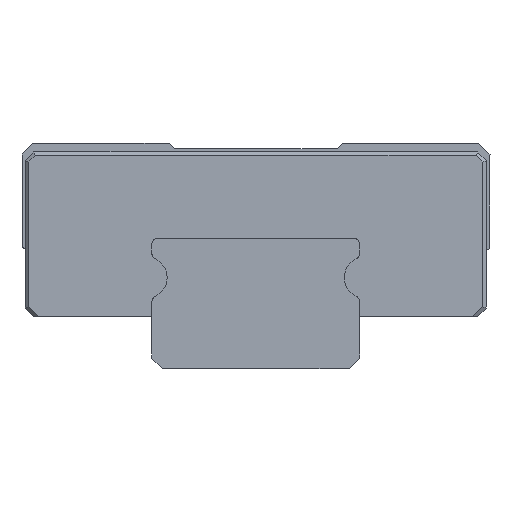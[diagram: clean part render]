
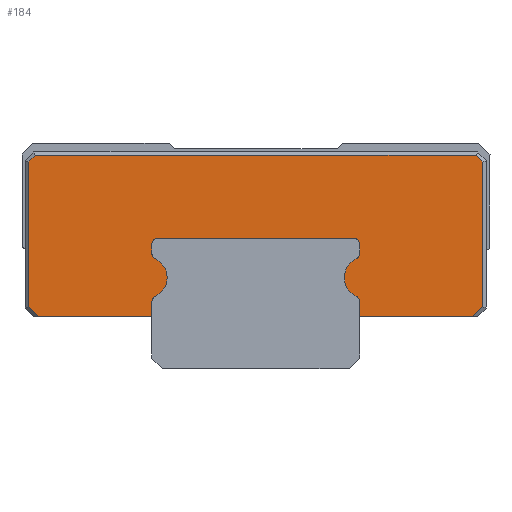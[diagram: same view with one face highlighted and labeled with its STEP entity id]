
A CAD part, front view. The second image highlights one B-rep face of the part: STEP entity #184.
In plain terms, the highlighted planar face has unit normal (0, -1, 0).
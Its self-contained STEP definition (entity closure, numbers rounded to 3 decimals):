
#184=ADVANCED_FACE('',(#373),#374,.F.);
#373=FACE_OUTER_BOUND('',#615,.T.);
#374=PLANE('',#616);
#615=EDGE_LOOP('',(#1209,#1210,#1211,#1212,#1213,#1214,#1215,#1216,#1217,#1218,#1219,#1220,#1221,#1222,#1223,#1224,#1225,#1226,#1227,#1228,#1229,#1230));
#616=AXIS2_PLACEMENT_3D('',#1231,#1232,#1233);
#1209=ORIENTED_EDGE('',*,*,#1924,.T.);
#1210=ORIENTED_EDGE('',*,*,#1925,.T.);
#1211=ORIENTED_EDGE('',*,*,#1915,.F.);
#1212=ORIENTED_EDGE('',*,*,#1926,.F.);
#1213=ORIENTED_EDGE('',*,*,#1927,.F.);
#1214=ORIENTED_EDGE('',*,*,#1928,.F.);
#1215=ORIENTED_EDGE('',*,*,#1929,.F.);
#1216=ORIENTED_EDGE('',*,*,#1930,.F.);
#1217=ORIENTED_EDGE('',*,*,#1931,.F.);
#1218=ORIENTED_EDGE('',*,*,#1932,.F.);
#1219=ORIENTED_EDGE('',*,*,#1933,.F.);
#1220=ORIENTED_EDGE('',*,*,#1934,.F.);
#1221=ORIENTED_EDGE('',*,*,#1935,.F.);
#1222=ORIENTED_EDGE('',*,*,#1936,.F.);
#1223=ORIENTED_EDGE('',*,*,#1937,.F.);
#1224=ORIENTED_EDGE('',*,*,#1938,.F.);
#1225=ORIENTED_EDGE('',*,*,#1911,.F.);
#1226=ORIENTED_EDGE('',*,*,#1905,.T.);
#1227=ORIENTED_EDGE('',*,*,#1902,.T.);
#1228=ORIENTED_EDGE('',*,*,#1896,.T.);
#1229=ORIENTED_EDGE('',*,*,#1899,.T.);
#1230=ORIENTED_EDGE('',*,*,#1939,.T.);
#1231=CARTESIAN_POINT('',(127.55,36.75,-2.15));
#1232=DIRECTION('',(0.0,1.0,0.0));
#1233=DIRECTION('',(1.0,0.0,0.0));
#1896=EDGE_CURVE('',#2517,#2522,#2524,.T.);
#1899=EDGE_CURVE('',#2522,#2527,#2529,.T.);
#1902=EDGE_CURVE('',#2530,#2517,#2534,.T.);
#1905=EDGE_CURVE('',#2536,#2530,#2539,.T.);
#1911=EDGE_CURVE('',#2536,#2550,#2551,.T.);
#1915=EDGE_CURVE('',#2557,#2558,#2559,.T.);
#1924=EDGE_CURVE('',#2574,#2575,#2576,.T.);
#1925=EDGE_CURVE('',#2575,#2558,#2577,.T.);
#1926=EDGE_CURVE('',#2578,#2557,#2579,.T.);
#1927=EDGE_CURVE('',#2580,#2578,#2581,.T.);
#1928=EDGE_CURVE('',#2582,#2580,#2583,.T.);
#1929=EDGE_CURVE('',#2584,#2582,#2585,.T.);
#1930=EDGE_CURVE('',#2586,#2584,#2587,.T.);
#1931=EDGE_CURVE('',#2588,#2586,#2589,.T.);
#1932=EDGE_CURVE('',#2590,#2588,#2591,.T.);
#1933=EDGE_CURVE('',#2592,#2590,#2593,.T.);
#1934=EDGE_CURVE('',#2594,#2592,#2595,.T.);
#1935=EDGE_CURVE('',#2596,#2594,#2597,.T.);
#1936=EDGE_CURVE('',#2598,#2596,#2599,.T.);
#1937=EDGE_CURVE('',#2600,#2598,#2601,.T.);
#1938=EDGE_CURVE('',#2550,#2600,#2602,.T.);
#1939=EDGE_CURVE('',#2527,#2574,#2603,.T.);
#2517=VERTEX_POINT('',#3343);
#2522=VERTEX_POINT('',#3350);
#2524=LINE('',#3353,#3354);
#2527=VERTEX_POINT('',#3358);
#2529=LINE('',#3361,#3362);
#2530=VERTEX_POINT('',#3363);
#2534=LINE('',#3369,#3370);
#2536=VERTEX_POINT('',#3372);
#2539=LINE('',#3377,#3378);
#2550=VERTEX_POINT('',#3394);
#2551=LINE('',#3395,#3396);
#2557=VERTEX_POINT('',#3405);
#2558=VERTEX_POINT('',#3406);
#2559=LINE('',#3407,#3408);
#2574=VERTEX_POINT('',#3431);
#2575=VERTEX_POINT('',#3432);
#2576=LINE('',#3433,#3434);
#2577=LINE('',#3435,#3436);
#2578=VERTEX_POINT('',#3437);
#2579=LINE('',#3438,#3439);
#2580=VERTEX_POINT('',#3440);
#2581=CIRCLE('',#3441,0.3);
#2582=VERTEX_POINT('',#3442);
#2583=CIRCLE('',#3443,1.191);
#2584=VERTEX_POINT('',#3444);
#2585=CIRCLE('',#3445,0.3);
#2586=VERTEX_POINT('',#3446);
#2587=LINE('',#3447,#3448);
#2588=VERTEX_POINT('',#3449);
#2589=CIRCLE('',#3450,0.3);
#2590=VERTEX_POINT('',#3451);
#2591=LINE('',#3452,#3453);
#2592=VERTEX_POINT('',#3454);
#2593=CIRCLE('',#3455,0.3);
#2594=VERTEX_POINT('',#3456);
#2595=LINE('',#3457,#3458);
#2596=VERTEX_POINT('',#3459);
#2597=CIRCLE('',#3460,0.3);
#2598=VERTEX_POINT('',#3461);
#2599=CIRCLE('',#3462,1.191);
#2600=VERTEX_POINT('',#3463);
#2601=CIRCLE('',#3464,0.3);
#2602=LINE('',#3465,#3466);
#2603=LINE('',#3467,#3468);
#3343=CARTESIAN_POINT('',(123.1,36.75,2.017));
#3350=CARTESIAN_POINT('',(122.717,36.75,2.4));
#3353=CARTESIAN_POINT('',(122.659,36.75,2.459));
#3354=VECTOR('',#4196,1000.0);
#3358=CARTESIAN_POINT('',(97.283,36.75,2.4));
#3361=CARTESIAN_POINT('',(97.2,36.75,2.4));
#3362=VECTOR('',#4199,1000.0);
#3363=CARTESIAN_POINT('',(123.1,36.75,-6.317));
#3369=CARTESIAN_POINT('',(123.1,36.75,2.1));
#3370=VECTOR('',#4202,1000.0);
#3372=CARTESIAN_POINT('',(122.517,36.75,-6.9));
#3377=CARTESIAN_POINT('',(123.159,36.75,-6.259));
#3378=VECTOR('',#4205,1000.0);
#3394=CARTESIAN_POINT('',(115.988,36.75,-6.9));
#3395=CARTESIAN_POINT('',(122.8,36.75,-6.9));
#3396=VECTOR('',#4211,1000.0);
#3405=CARTESIAN_POINT('',(104.013,36.75,-6.9));
#3406=CARTESIAN_POINT('',(97.483,36.75,-6.9));
#3407=CARTESIAN_POINT('',(122.8,36.75,-6.9));
#3408=VECTOR('',#4215,1000.0);
#3431=CARTESIAN_POINT('',(96.9,36.75,2.017));
#3432=CARTESIAN_POINT('',(96.9,36.75,-6.317));
#3433=CARTESIAN_POINT('',(96.9,36.75,-6.4));
#3434=VECTOR('',#4224,1000.0);
#3435=CARTESIAN_POINT('',(97.341,36.75,-6.759));
#3436=VECTOR('',#4225,1000.0);
#3437=CARTESIAN_POINT('',(104.013,36.75,-6.009));
#3438=CARTESIAN_POINT('',(104.013,36.75,-2.15));
#3439=VECTOR('',#4226,1000.0);
#3440=CARTESIAN_POINT('',(104.189,36.75,-5.736));
#3441=AXIS2_PLACEMENT_3D('',#4227,#4228,#4229);
#3442=CARTESIAN_POINT('',(104.189,36.75,-3.564));
#3443=AXIS2_PLACEMENT_3D('',#4230,#4231,#4232);
#3444=CARTESIAN_POINT('',(104.013,36.75,-3.291));
#3445=AXIS2_PLACEMENT_3D('',#4233,#4234,#4235);
#3446=CARTESIAN_POINT('',(104.013,36.75,-2.7));
#3447=CARTESIAN_POINT('',(104.013,36.75,-2.15));
#3448=VECTOR('',#4236,1000.0);
#3449=CARTESIAN_POINT('',(104.313,36.75,-2.4));
#3450=AXIS2_PLACEMENT_3D('',#4237,#4238,#4239);
#3451=CARTESIAN_POINT('',(115.688,36.75,-2.4));
#3452=CARTESIAN_POINT('',(127.55,36.75,-2.4));
#3453=VECTOR('',#4240,1000.0);
#3454=CARTESIAN_POINT('',(115.988,36.75,-2.7));
#3455=AXIS2_PLACEMENT_3D('',#4241,#4242,#4243);
#3456=CARTESIAN_POINT('',(115.988,36.75,-3.291));
#3457=CARTESIAN_POINT('',(115.988,36.75,-2.15));
#3458=VECTOR('',#4244,1000.0);
#3459=CARTESIAN_POINT('',(115.811,36.75,-3.564));
#3460=AXIS2_PLACEMENT_3D('',#4245,#4246,#4247);
#3461=CARTESIAN_POINT('',(115.811,36.75,-5.736));
#3462=AXIS2_PLACEMENT_3D('',#4248,#4249,#4250);
#3463=CARTESIAN_POINT('',(115.988,36.75,-6.009));
#3464=AXIS2_PLACEMENT_3D('',#4251,#4252,#4253);
#3465=CARTESIAN_POINT('',(115.988,36.75,-2.15));
#3466=VECTOR('',#4254,1000.0);
#3467=CARTESIAN_POINT('',(96.841,36.75,1.959));
#3468=VECTOR('',#4255,1000.0);
#4196=DIRECTION('',(-0.707,0.0,0.707));
#4199=DIRECTION('',(-1.0,0.0,0.));
#4202=DIRECTION('',(0.,0.0,1.0));
#4205=DIRECTION('',(0.707,0.0,0.707));
#4211=DIRECTION('',(-1.0,0.0,0.));
#4215=DIRECTION('',(-1.0,0.0,0.));
#4224=DIRECTION('',(0.,0.0,-1.0));
#4225=DIRECTION('',(0.707,0.0,-0.707));
#4226=DIRECTION('',(0.0,0.0,-1.0));
#4227=CARTESIAN_POINT('',(104.313,36.75,-6.009));
#4228=DIRECTION('',(0.0,-1.0,0.0));
#4229=DIRECTION('',(0.0,0.0,1.0));
#4230=CARTESIAN_POINT('',(103.7,36.75,-4.65));
#4231=DIRECTION('',(0.0,1.0,0.0));
#4232=DIRECTION('',(0.0,0.0,1.0));
#4233=CARTESIAN_POINT('',(104.313,36.75,-3.291));
#4234=DIRECTION('',(0.0,-1.0,0.0));
#4235=DIRECTION('',(0.0,0.0,1.0));
#4236=DIRECTION('',(0.0,0.0,-1.0));
#4237=CARTESIAN_POINT('',(104.313,36.75,-2.7));
#4238=DIRECTION('',(0.0,-1.0,0.0));
#4239=DIRECTION('',(0.0,0.0,1.0));
#4240=DIRECTION('',(-1.0,0.0,0.0));
#4241=CARTESIAN_POINT('',(115.688,36.75,-2.7));
#4242=DIRECTION('',(0.0,-1.0,0.0));
#4243=DIRECTION('',(0.0,0.0,1.0));
#4244=DIRECTION('',(0.0,0.0,1.0));
#4245=CARTESIAN_POINT('',(115.688,36.75,-3.291));
#4246=DIRECTION('',(0.0,-1.0,0.0));
#4247=DIRECTION('',(0.0,0.0,1.0));
#4248=CARTESIAN_POINT('',(116.3,36.75,-4.65));
#4249=DIRECTION('',(0.0,1.0,0.0));
#4250=DIRECTION('',(0.0,0.0,1.0));
#4251=CARTESIAN_POINT('',(115.688,36.75,-6.009));
#4252=DIRECTION('',(0.0,-1.0,0.0));
#4253=DIRECTION('',(0.0,0.0,1.0));
#4254=DIRECTION('',(0.0,0.0,1.0));
#4255=DIRECTION('',(-0.707,0.0,-0.707));
